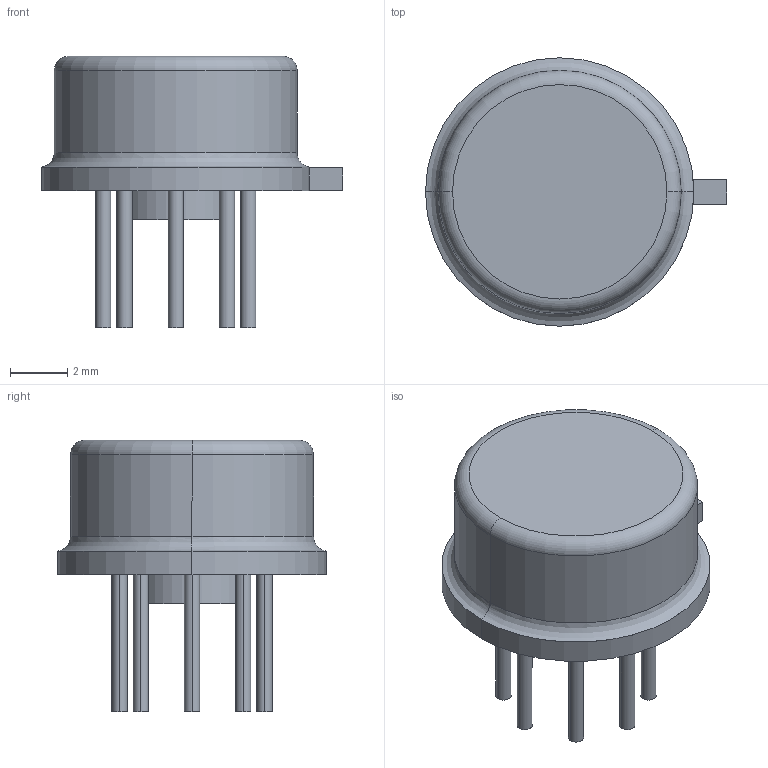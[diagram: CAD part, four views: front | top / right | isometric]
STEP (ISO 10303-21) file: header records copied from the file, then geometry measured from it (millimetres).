
FILE_DESCRIPTION((''),'2;1');
FILE_NAME('TO-99-8.stp','2009-03-19T11:53:03',(''),(''),'Mechanical Desktop 2006','Mechanical Desktop 2006',', , ');
FILE_SCHEMA(('AUTOMOTIVE_DESIGN { 1 2 10303 214 0 1 1 1 }'));
Length unit declared in the file: millimetre
Products named in the file (1): Product
Bounding box: 10.54 x 9.4 x 9.5 mm (x, y, z)
Volume: 288.9 mm3; surface area: 527.6 mm2
Topology: 13 solids, 13 shells, 60 faces, 99 edges, 64 vertices
Faces by surface type: cylinder 28, plane 28, bspline 2, torus 2
Entity records: 1512 total; most frequent: DIRECTION 279, CARTESIAN_POINT 276, ORIENTED_EDGE 198, AXIS2_PLACEMENT_3D 121, EDGE_CURVE 99, VERTEX_POINT 64, CIRCLE 62, EDGE_LOOP 61
